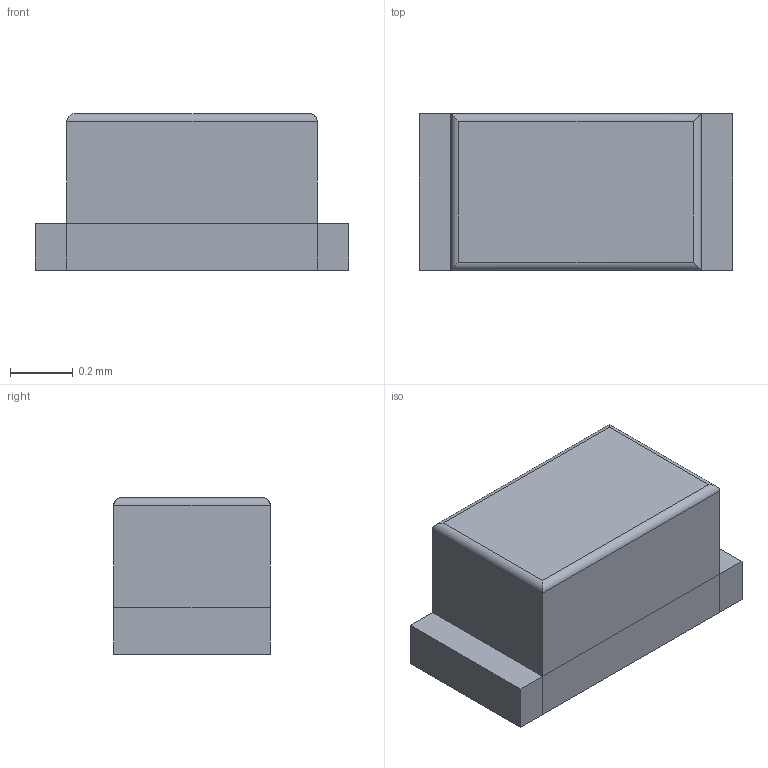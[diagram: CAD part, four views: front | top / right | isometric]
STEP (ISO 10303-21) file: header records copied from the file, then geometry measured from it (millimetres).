
FILE_DESCRIPTION (( 'STEP AP214' ), '1' );
FILE_NAME ('SML-LX0402SYC-TR.STEP', '2024-03-10T19:48:59', ( '' ), ( '' ), 'SwSTEP 2.0', 'SolidWorks 2022', '' );
FILE_SCHEMA (( 'AUTOMOTIVE_DESIGN' ));
Length unit declared in the file: millimetre
Products named in the file (1): SML-LX0402SYC-TR
Bounding box: 1 x 0.5 x 0.5 mm (x, y, z)
Volume: 0.2 mm3; surface area: 3.8 mm2
Topology: 5 solids, 5 shells, 46 faces, 104 edges, 68 vertices
Faces by surface type: plane 42, cylinder 4
Entity records: 1726 total; most frequent: CARTESIAN_POINT 231, ORIENTED_EDGE 208, DIRECTION 194, EDGE_CURVE 104, LINE 100, VECTOR 100, VERTEX_POINT 68, EDGE_LOOP 48
